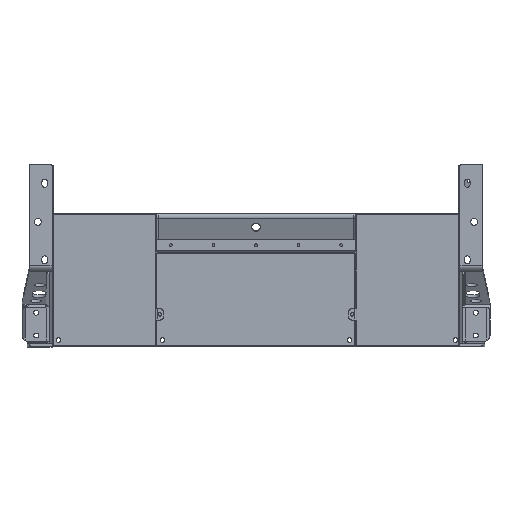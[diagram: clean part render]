
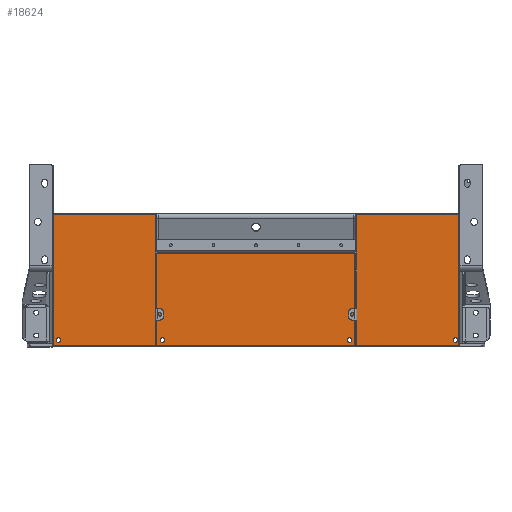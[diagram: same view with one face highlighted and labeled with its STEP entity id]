
A CAD part, top view. The second image highlights one B-rep face of the part: STEP entity #18624.
In plain terms, the highlighted planar face has unit normal (0, 0, 1).
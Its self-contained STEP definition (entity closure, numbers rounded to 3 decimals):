
#456=CIRCLE('',#20635,4.);
#457=CIRCLE('',#20636,4.);
#458=CIRCLE('',#20637,4.);
#459=CIRCLE('',#20638,4.);
#1284=ORIENTED_EDGE('',*,*,#6576,.T.);
#1285=ORIENTED_EDGE('',*,*,#6577,.T.);
#1286=ORIENTED_EDGE('',*,*,#6578,.T.);
#1287=ORIENTED_EDGE('',*,*,#6579,.T.);
#1288=ORIENTED_EDGE('',*,*,#6580,.F.);
#1289=ORIENTED_EDGE('',*,*,#6581,.T.);
#1290=ORIENTED_EDGE('',*,*,#6582,.T.);
#1291=ORIENTED_EDGE('',*,*,#6572,.T.);
#1292=ORIENTED_EDGE('',*,*,#6575,.T.);
#1293=ORIENTED_EDGE('',*,*,#6568,.T.);
#1294=ORIENTED_EDGE('',*,*,#6583,.F.);
#1295=ORIENTED_EDGE('',*,*,#6584,.F.);
#6568=EDGE_CURVE('',#9211,#9210,#10906,.T.);
#6572=EDGE_CURVE('',#9215,#9214,#10910,.T.);
#6575=EDGE_CURVE('',#9214,#9211,#10913,.T.);
#6576=EDGE_CURVE('',#9216,#9216,#456,.F.);
#6577=EDGE_CURVE('',#9217,#9217,#457,.F.);
#6578=EDGE_CURVE('',#9218,#9218,#458,.F.);
#6579=EDGE_CURVE('',#9219,#9219,#459,.F.);
#6580=EDGE_CURVE('',#9220,#9204,#10914,.T.);
#6581=EDGE_CURVE('',#9220,#9221,#10915,.T.);
#6582=EDGE_CURVE('',#9221,#9215,#10916,.T.);
#6583=EDGE_CURVE('',#9222,#9210,#10917,.T.);
#6584=EDGE_CURVE('',#9204,#9222,#10918,.T.);
#9204=VERTEX_POINT('',#28002);
#9210=VERTEX_POINT('',#28016);
#9211=VERTEX_POINT('',#28018);
#9214=VERTEX_POINT('',#28025);
#9215=VERTEX_POINT('',#28027);
#9216=VERTEX_POINT('',#28034);
#9217=VERTEX_POINT('',#28036);
#9218=VERTEX_POINT('',#28038);
#9219=VERTEX_POINT('',#28040);
#9220=VERTEX_POINT('',#28042);
#9221=VERTEX_POINT('',#28044);
#9222=VERTEX_POINT('',#28047);
#10906=LINE('',#28017,#12994);
#10910=LINE('',#28026,#12998);
#10913=LINE('',#28031,#13001);
#10914=LINE('',#28041,#13002);
#10915=LINE('',#28043,#13003);
#10916=LINE('',#28045,#13004);
#10917=LINE('',#28046,#13005);
#10918=LINE('',#28048,#13006);
#12994=VECTOR('',#22470,1000.);
#12998=VECTOR('',#22476,1000.);
#13001=VECTOR('',#22481,1000.);
#13002=VECTOR('',#22492,1000.);
#13003=VECTOR('',#22493,1000.);
#13004=VECTOR('',#22494,1000.);
#13005=VECTOR('',#22495,1000.);
#13006=VECTOR('',#22496,1000.);
#15051=EDGE_LOOP('',(#1284));
#15052=EDGE_LOOP('',(#1285));
#15053=EDGE_LOOP('',(#1286));
#15054=EDGE_LOOP('',(#1287));
#15055=EDGE_LOOP('',(#1288,#1289,#1290,#1291,#1292,#1293,#1294,#1295));
#16423=FACE_BOUND('',#15051,.T.);
#16424=FACE_BOUND('',#15052,.T.);
#16425=FACE_BOUND('',#15053,.T.);
#16426=FACE_BOUND('',#15054,.T.);
#16427=FACE_BOUND('',#15055,.T.);
#17775=PLANE('',#20634);
#18624=ADVANCED_FACE('',(#16423,#16424,#16425,#16426,#16427),#17775,.T.);
#20634=AXIS2_PLACEMENT_3D('',#28032,#22482,#22483);
#20635=AXIS2_PLACEMENT_3D('',#28033,#22484,#22485);
#20636=AXIS2_PLACEMENT_3D('',#28035,#22486,#22487);
#20637=AXIS2_PLACEMENT_3D('',#28037,#22488,#22489);
#20638=AXIS2_PLACEMENT_3D('',#28039,#22490,#22491);
#22470=DIRECTION('',(-1.,0.,0.));
#22476=DIRECTION('',(-1.,0.,0.));
#22481=DIRECTION('',(0.,1.,0.));
#22482=DIRECTION('',(0.,0.,1.));
#22483=DIRECTION('',(1.,0.,0.));
#22484=DIRECTION('',(0.,0.,1.));
#22485=DIRECTION('',(1.,0.,0.));
#22486=DIRECTION('',(0.,0.,1.));
#22487=DIRECTION('',(1.,0.,0.));
#22488=DIRECTION('',(0.,0.,1.));
#22489=DIRECTION('',(1.,0.,0.));
#22490=DIRECTION('',(0.,0.,1.));
#22491=DIRECTION('',(1.,0.,0.));
#22492=DIRECTION('',(0.,-1.,0.));
#22493=DIRECTION('',(-1.,0.,0.));
#22494=DIRECTION('',(0.,-1.,0.));
#22495=DIRECTION('',(0.,1.,0.));
#22496=DIRECTION('',(-1.,0.,0.));
#28002=CARTESIAN_POINT('',(356.5,-115.,2.));
#28016=CARTESIAN_POINT('',(-356.5,116.,2.));
#28017=CARTESIAN_POINT('',(-176.5,116.,2.));
#28018=CARTESIAN_POINT('',(-176.5,116.,2.));
#28025=CARTESIAN_POINT('',(-176.5,49.,2.));
#28026=CARTESIAN_POINT('',(-176.5,49.,2.));
#28027=CARTESIAN_POINT('',(176.5,49.,2.));
#28031=CARTESIAN_POINT('',(-176.5,116.,2.));
#28032=CARTESIAN_POINT('',(0.,0.,2.));
#28033=CARTESIAN_POINT('',(-348.5,-106.,2.));
#28034=CARTESIAN_POINT('',(-344.5,-106.,2.));
#28035=CARTESIAN_POINT('',(-165.,-106.,2.));
#28036=CARTESIAN_POINT('',(-161.,-106.,2.));
#28037=CARTESIAN_POINT('',(165.,-106.,2.));
#28038=CARTESIAN_POINT('',(169.,-106.,2.));
#28039=CARTESIAN_POINT('',(351.5,-106.,2.));
#28040=CARTESIAN_POINT('',(355.5,-106.,2.));
#28041=CARTESIAN_POINT('',(356.5,116.,2.));
#28042=CARTESIAN_POINT('',(356.5,116.,2.));
#28043=CARTESIAN_POINT('',(357.5,116.,2.));
#28044=CARTESIAN_POINT('',(176.5,116.,2.));
#28045=CARTESIAN_POINT('',(176.5,49.,2.));
#28046=CARTESIAN_POINT('',(-356.5,-115.,2.));
#28047=CARTESIAN_POINT('',(-356.5,-115.,2.));
#28048=CARTESIAN_POINT('',(357.5,-115.,2.));
